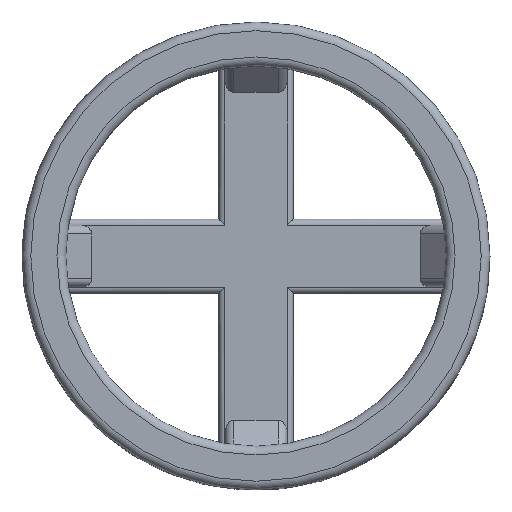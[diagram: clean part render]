
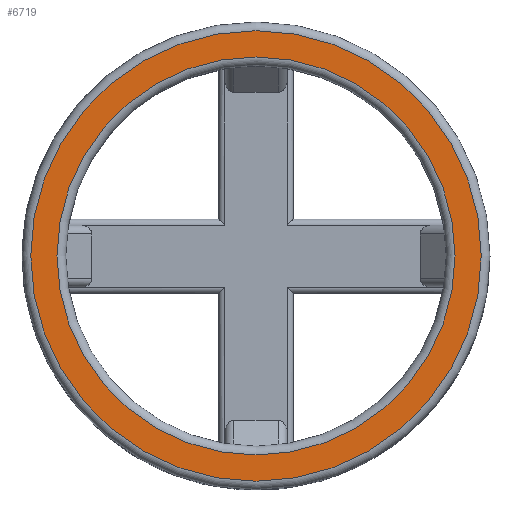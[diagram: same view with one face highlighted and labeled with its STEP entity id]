
A CAD part, top view. The second image highlights one B-rep face of the part: STEP entity #6719.
In plain terms, the highlighted planar face has unit normal (0, 0, 1).
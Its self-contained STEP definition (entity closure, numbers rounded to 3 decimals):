
#3401 = TOROIDAL_SURFACE('',#3402,25.75,1.);
#3402 = AXIS2_PLACEMENT_3D('',#3403,#3404,#3405);
#3403 = CARTESIAN_POINT('',(0.,0.,21.));
#3404 = DIRECTION('',(0.,0.,1.));
#3405 = DIRECTION('',(1.,0.,-0.));
#3735 = TOROIDAL_SURFACE('',#3736,22.75,1.);
#3736 = AXIS2_PLACEMENT_3D('',#3737,#3738,#3739);
#3737 = CARTESIAN_POINT('',(0.,0.,21.));
#3738 = DIRECTION('',(0.,0.,1.));
#3739 = DIRECTION('',(1.,0.,-0.));
#5841 = VERTEX_POINT('',#5842);
#5842 = CARTESIAN_POINT('',(25.75,0.,22.));
#5864 = EDGE_CURVE('',#5841,#5841,#5865,.T.);
#5865 = SURFACE_CURVE('',#5866,(#5871,#5878),.PCURVE_S1.);
#5866 = CIRCLE('',#5867,25.75);
#5867 = AXIS2_PLACEMENT_3D('',#5868,#5869,#5870);
#5868 = CARTESIAN_POINT('',(0.,0.,22.));
#5869 = DIRECTION('',(0.,0.,1.));
#5870 = DIRECTION('',(1.,0.,-0.));
#5871 = PCURVE('',#3401,#5872);
#5872 = DEFINITIONAL_REPRESENTATION('',(#5873),#5877);
#5873 = LINE('',#5874,#5875);
#5874 = CARTESIAN_POINT('',(0.,1.571));
#5875 = VECTOR('',#5876,1.);
#5876 = DIRECTION('',(1.,0.));
#5877 = ( GEOMETRIC_REPRESENTATION_CONTEXT(2) 
PARAMETRIC_REPRESENTATION_CONTEXT() REPRESENTATION_CONTEXT('2D SPACE',''
  ) );
#5878 = PCURVE('',#5879,#5884);
#5879 = PLANE('',#5880);
#5880 = AXIS2_PLACEMENT_3D('',#5881,#5882,#5883);
#5881 = CARTESIAN_POINT('',(0.,0.,22.)
  );
#5882 = DIRECTION('',(0.,0.,1.));
#5883 = DIRECTION('',(1.,0.,-0.));
#5884 = DEFINITIONAL_REPRESENTATION('',(#5885),#5889);
#5885 = CIRCLE('',#5886,25.75);
#5886 = AXIS2_PLACEMENT_2D('',#5887,#5888);
#5887 = CARTESIAN_POINT('',(0.,0.));
#5888 = DIRECTION('',(1.,0.));
#5889 = ( GEOMETRIC_REPRESENTATION_CONTEXT(2) 
PARAMETRIC_REPRESENTATION_CONTEXT() REPRESENTATION_CONTEXT('2D SPACE',''
  ) );
#6591 = VERTEX_POINT('',#6592);
#6592 = CARTESIAN_POINT('',(22.75,0.,22.));
#6612 = EDGE_CURVE('',#6591,#6591,#6613,.T.);
#6613 = SURFACE_CURVE('',#6614,(#6619,#6626),.PCURVE_S1.);
#6614 = CIRCLE('',#6615,22.75);
#6615 = AXIS2_PLACEMENT_3D('',#6616,#6617,#6618);
#6616 = CARTESIAN_POINT('',(0.,0.,22.));
#6617 = DIRECTION('',(0.,0.,1.));
#6618 = DIRECTION('',(1.,0.,-0.));
#6619 = PCURVE('',#3735,#6620);
#6620 = DEFINITIONAL_REPRESENTATION('',(#6621),#6625);
#6621 = LINE('',#6622,#6623);
#6622 = CARTESIAN_POINT('',(0.,1.571));
#6623 = VECTOR('',#6624,1.);
#6624 = DIRECTION('',(1.,0.));
#6625 = ( GEOMETRIC_REPRESENTATION_CONTEXT(2) 
PARAMETRIC_REPRESENTATION_CONTEXT() REPRESENTATION_CONTEXT('2D SPACE',''
  ) );
#6626 = PCURVE('',#5879,#6627);
#6627 = DEFINITIONAL_REPRESENTATION('',(#6628),#6632);
#6628 = CIRCLE('',#6629,22.75);
#6629 = AXIS2_PLACEMENT_2D('',#6630,#6631);
#6630 = CARTESIAN_POINT('',(0.,0.));
#6631 = DIRECTION('',(1.,0.));
#6632 = ( GEOMETRIC_REPRESENTATION_CONTEXT(2) 
PARAMETRIC_REPRESENTATION_CONTEXT() REPRESENTATION_CONTEXT('2D SPACE',''
  ) );
#6719 = ADVANCED_FACE('',(#6720,#6723),#5879,.T.);
#6720 = FACE_BOUND('',#6721,.T.);
#6721 = EDGE_LOOP('',(#6722));
#6722 = ORIENTED_EDGE('',*,*,#5864,.T.);
#6723 = FACE_BOUND('',#6724,.T.);
#6724 = EDGE_LOOP('',(#6725));
#6725 = ORIENTED_EDGE('',*,*,#6612,.F.);
